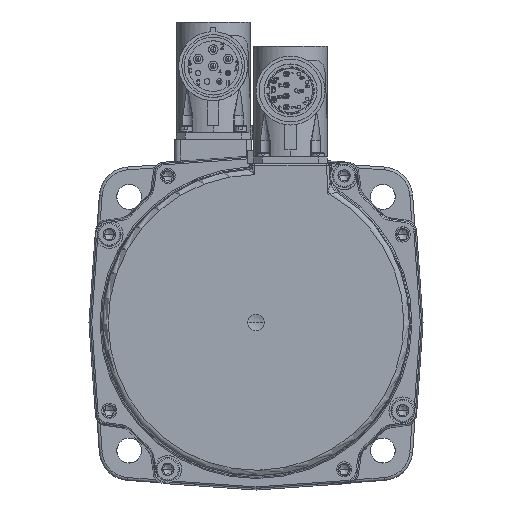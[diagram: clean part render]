
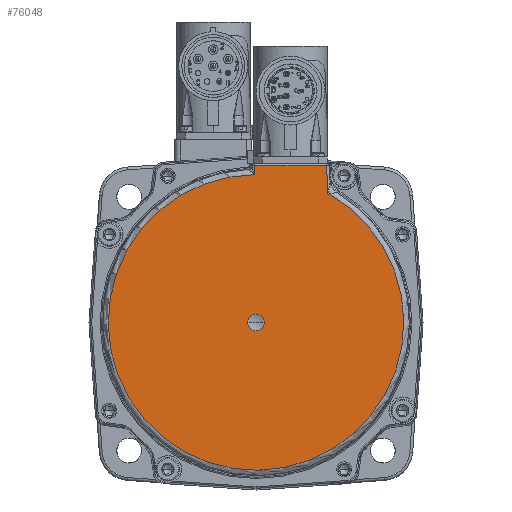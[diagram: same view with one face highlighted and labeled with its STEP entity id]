
A CAD part, top view. The second image highlights one B-rep face of the part: STEP entity #76048.
In plain terms, the highlighted planar face has unit normal (0, 0, 1).
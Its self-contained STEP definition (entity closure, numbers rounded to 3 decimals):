
#18691=CARTESIAN_POINT('',(25.534,57.,122.4));
#18719=DIRECTION('',(-0.052,0.999,0.));
#18720=VECTOR('',#18719,10.256);
#18721=CARTESIAN_POINT('',(26.07,46.758,122.4));
#18722=LINE('',#18721,#18720);
#18822=CARTESIAN_POINT('',(0.,0.,122.4));
#18823=DIRECTION('',(0.,0.,-1.));
#18824=DIRECTION('',(0.487,0.873,0.));
#18825=AXIS2_PLACEMENT_3D('',#18822,#18823,#18824);
#18904=DIRECTION('',(0.,-1.,0.));
#18905=VECTOR('',#18904,3.468);
#18906=CARTESIAN_POINT('',(-0.509,57.,122.4));
#18907=LINE('',#18906,#18905);
#18927=DIRECTION('',(1.,0.,0.));
#18928=VECTOR('',#18927,26.042);
#18929=CARTESIAN_POINT('',(-0.509,57.,122.4));
#18930=LINE('',#18929,#18928);
#18936=CARTESIAN_POINT('',(0.,0.,122.4));
#18937=DIRECTION('',(0.,0.,-1.));
#18938=DIRECTION('',(1.,0.,0.));
#18939=AXIS2_PLACEMENT_3D('',#18936,#18937,#18938);
#18941=CARTESIAN_POINT('',(0.,0.,122.4));
#18942=DIRECTION('',(0.,0.,-1.));
#18943=DIRECTION('',(-1.,0.,0.));
#18944=AXIS2_PLACEMENT_3D('',#18941,#18942,#18943);
#49712=CARTESIAN_POINT('',(3.,0.,122.4));
#49713=CARTESIAN_POINT('',(-3.,0.,122.4));
#49714=VERTEX_POINT('',#49712);
#49715=VERTEX_POINT('',#49713);
#50126=CARTESIAN_POINT('',(26.07,46.758,122.4));
#50127=CARTESIAN_POINT('',(-0.509,53.532,122.4));
#50128=VERTEX_POINT('',#50126);
#50129=VERTEX_POINT('',#50127);
#50132=VERTEX_POINT('',#18691);
#50136=CARTESIAN_POINT('',(-0.509,57.,122.4));
#50137=VERTEX_POINT('',#50136);
#76031=CARTESIAN_POINT('',(0.,0.,122.4));
#76032=DIRECTION('',(0.,0.,1.));
#76033=DIRECTION('',(-1.,0.,0.));
#76034=AXIS2_PLACEMENT_3D('',#76031,#76032,#76033);
#76035=PLANE('',#76034);
#76036=ORIENTED_EDGE('',*,*,#75891,.T.);
#76037=ORIENTED_EDGE('',*,*,#76000,.F.);
#76038=ORIENTED_EDGE('',*,*,#76025,.T.);
#76039=ORIENTED_EDGE('',*,*,#75755,.F.);
#76040=EDGE_LOOP('',(#76036,#76037,#76038,#76039));
#76041=FACE_OUTER_BOUND('',#76040,.F.);
#76043=ORIENTED_EDGE('',*,*,#76042,.F.);
#76045=ORIENTED_EDGE('',*,*,#76044,.F.);
#76046=EDGE_LOOP('',(#76043,#76045));
#76047=FACE_BOUND('',#76046,.F.);
#76048=ADVANCED_FACE('',(#76041,#76047),#76035,.T.);
#18826=CIRCLE('',#18825,53.535);
#18940=CIRCLE('',#18939,3.);
#18945=CIRCLE('',#18944,3.);
#75755=EDGE_CURVE('',#50128,#50132,#18722,.T.);
#75891=EDGE_CURVE('',#50128,#50129,#18826,.T.);
#76000=EDGE_CURVE('',#50137,#50129,#18907,.T.);
#76025=EDGE_CURVE('',#50137,#50132,#18930,.T.);
#76042=EDGE_CURVE('',#49714,#49715,#18940,.T.);
#76044=EDGE_CURVE('',#49715,#49714,#18945,.T.);
